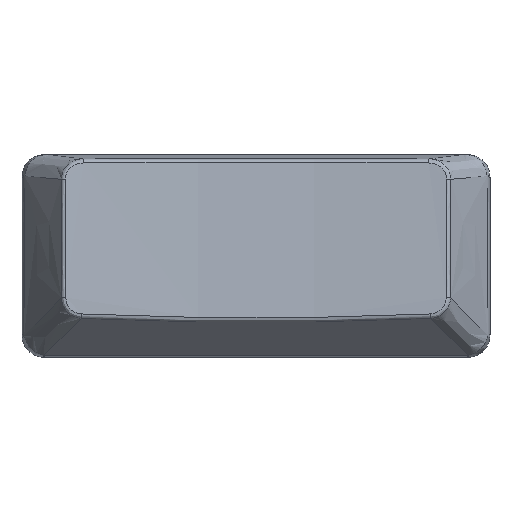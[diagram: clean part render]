
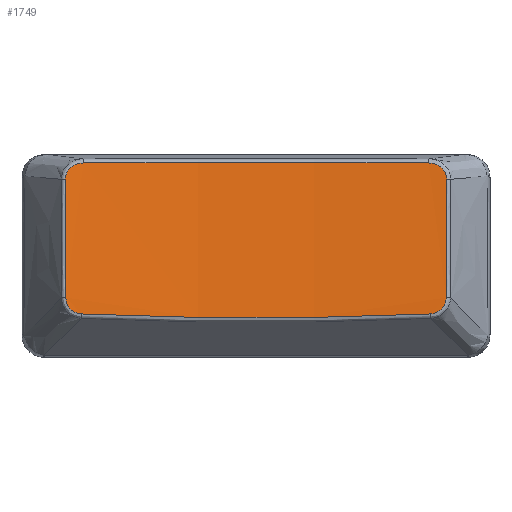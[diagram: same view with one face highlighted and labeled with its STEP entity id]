
A CAD part, top view. The second image highlights one B-rep face of the part: STEP entity #1749.
In plain terms, the highlighted free-form (B-spline) face has degree [1, 2] with [2, 3] control points.
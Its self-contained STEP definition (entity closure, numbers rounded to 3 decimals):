
#14=(
BOUNDED_SURFACE()
B_SPLINE_SURFACE(1,2,((#3921,#3922,#3923),(#3924,#3925,#3926)),
 .UNSPECIFIED.,.F.,.F.,.F.)
B_SPLINE_SURFACE_WITH_KNOTS((2,2),(3,3),(0.127,0.206),
(-1.667,-1.475),.UNSPECIFIED.)
GEOMETRIC_REPRESENTATION_ITEM()
RATIONAL_B_SPLINE_SURFACE(((1.,0.995,1.),(1.,0.995,
1.)))
REPRESENTATION_ITEM('')
SURFACE()
);
#157=B_SPLINE_CURVE_WITH_KNOTS('',3,(#3666,#3667,#3668,#3669),
 .UNSPECIFIED.,.F.,.F.,(4,4),(0.,1.071),.UNSPECIFIED.);
#159=B_SPLINE_CURVE_WITH_KNOTS('',3,(#3709,#3710,#3711,#3712,#3713,#3714),
 .UNSPECIFIED.,.F.,.F.,(4,1,1,4),(0.,0.052,0.105,
0.244),.UNSPECIFIED.);
#161=B_SPLINE_CURVE_WITH_KNOTS('',3,(#3742,#3743,#3744,#3745),
 .UNSPECIFIED.,.F.,.F.,(4,4),(0.,3.105),
 .UNSPECIFIED.);
#163=B_SPLINE_CURVE_WITH_KNOTS('',3,(#3785,#3786,#3787,#3788,#3789,#3790),
 .UNSPECIFIED.,.F.,.F.,(4,1,1,4),(0.,0.105,0.175,
0.244),.UNSPECIFIED.);
#165=B_SPLINE_CURVE_WITH_KNOTS('',3,(#3817,#3818,#3819,#3820),
 .UNSPECIFIED.,.F.,.F.,(4,4),(0.,1.071),
 .UNSPECIFIED.);
#166=B_SPLINE_CURVE_WITH_KNOTS('',3,(#3853,#3854,#3855,#3856,#3857,#3858),
 .UNSPECIFIED.,.F.,.F.,(4,1,1,4),(0.,0.098,0.163,
0.228),.UNSPECIFIED.);
#167=B_SPLINE_CURVE_WITH_KNOTS('',3,(#3881,#3882,#3883,#3884),
 .UNSPECIFIED.,.F.,.F.,(4,4),(0.,3.137),
 .UNSPECIFIED.);
#168=B_SPLINE_CURVE_WITH_KNOTS('',3,(#3915,#3916,#3917,#3918,#3919,#3920),
 .UNSPECIFIED.,.F.,.F.,(4,1,1,4),(0.,0.098,
0.163,0.228),.UNSPECIFIED.);
#486=FACE_OUTER_BOUND('',#596,.T.);
#596=EDGE_LOOP('',(#1465,#1466,#1467,#1468,#1469,#1470,#1471,#1472));
#790=VERTEX_POINT('',#3662);
#791=VERTEX_POINT('',#3664);
#792=VERTEX_POINT('',#3700);
#794=VERTEX_POINT('',#3735);
#796=VERTEX_POINT('',#3776);
#798=VERTEX_POINT('',#3811);
#799=VERTEX_POINT('',#3851);
#800=VERTEX_POINT('',#3879);
#1024=EDGE_CURVE('',#791,#790,#157,.T.);
#1027=EDGE_CURVE('',#790,#792,#159,.T.);
#1030=EDGE_CURVE('',#792,#794,#161,.T.);
#1033=EDGE_CURVE('',#794,#796,#163,.T.);
#1036=EDGE_CURVE('',#796,#798,#165,.T.);
#1038=EDGE_CURVE('',#798,#799,#166,.T.);
#1040=EDGE_CURVE('',#799,#800,#167,.T.);
#1041=EDGE_CURVE('',#800,#791,#168,.T.);
#1465=ORIENTED_EDGE('',*,*,#1024,.F.);
#1466=ORIENTED_EDGE('',*,*,#1041,.F.);
#1467=ORIENTED_EDGE('',*,*,#1040,.F.);
#1468=ORIENTED_EDGE('',*,*,#1038,.F.);
#1469=ORIENTED_EDGE('',*,*,#1036,.F.);
#1470=ORIENTED_EDGE('',*,*,#1033,.F.);
#1471=ORIENTED_EDGE('',*,*,#1030,.F.);
#1472=ORIENTED_EDGE('',*,*,#1027,.F.);
#1749=ADVANCED_FACE('',(#486),#14,.T.);
#3662=CARTESIAN_POINT('',(-17.089,6.889,5.196));
#3664=CARTESIAN_POINT('',(-17.055,-3.738,6.498));
#3666=CARTESIAN_POINT('Ctrl Pts',(-17.055,-3.738,6.498));
#3667=CARTESIAN_POINT('Ctrl Pts',(-17.065,-0.196,
6.064));
#3668=CARTESIAN_POINT('Ctrl Pts',(-17.076,3.347,5.63));
#3669=CARTESIAN_POINT('Ctrl Pts',(-17.089,6.889,5.196));
#3700=CARTESIAN_POINT('',(-15.472,8.336,4.873));
#3709=CARTESIAN_POINT('Ctrl Pts',(-17.089,6.889,5.196));
#3710=CARTESIAN_POINT('Ctrl Pts',(-17.09,7.062,5.175));
#3711=CARTESIAN_POINT('Ctrl Pts',(-17.027,7.407,5.127));
#3712=CARTESIAN_POINT('Ctrl Pts',(-16.581,8.1,5.));
#3713=CARTESIAN_POINT('Ctrl Pts',(-15.934,8.332,4.913));
#3714=CARTESIAN_POINT('Ctrl Pts',(-15.472,8.336,4.873));
#3735=CARTESIAN_POINT('',(15.472,8.336,4.873));
#3742=CARTESIAN_POINT('Ctrl Pts',(-15.472,8.336,4.873));
#3743=CARTESIAN_POINT('Ctrl Pts',(-5.183,8.414,3.981));
#3744=CARTESIAN_POINT('Ctrl Pts',(5.183,8.414,3.981));
#3745=CARTESIAN_POINT('Ctrl Pts',(15.472,8.336,4.873));
#3776=CARTESIAN_POINT('',(17.089,6.889,5.196));
#3785=CARTESIAN_POINT('Ctrl Pts',(15.472,8.336,4.873));
#3786=CARTESIAN_POINT('Ctrl Pts',(15.819,8.333,4.903));
#3787=CARTESIAN_POINT('Ctrl Pts',(16.401,8.18,4.973));
#3788=CARTESIAN_POINT('Ctrl Pts',(16.974,7.582,5.1));
#3789=CARTESIAN_POINT('Ctrl Pts',(17.09,7.12,5.168));
#3790=CARTESIAN_POINT('Ctrl Pts',(17.089,6.889,5.196));
#3811=CARTESIAN_POINT('',(17.055,-3.738,6.498));
#3817=CARTESIAN_POINT('Ctrl Pts',(17.089,6.889,5.196));
#3818=CARTESIAN_POINT('Ctrl Pts',(17.076,3.347,5.63));
#3819=CARTESIAN_POINT('Ctrl Pts',(17.065,-0.196,6.064));
#3820=CARTESIAN_POINT('Ctrl Pts',(17.055,-3.738,6.498));
#3851=CARTESIAN_POINT('',(15.629,-5.211,6.55));
#3853=CARTESIAN_POINT('Ctrl Pts',(17.055,-3.738,6.498));
#3854=CARTESIAN_POINT('Ctrl Pts',(17.054,-4.061,6.538));
#3855=CARTESIAN_POINT('Ctrl Pts',(16.883,-4.607,6.588));
#3856=CARTESIAN_POINT('Ctrl Pts',(16.274,-5.099,6.593));
#3857=CARTESIAN_POINT('Ctrl Pts',(15.844,-5.201,6.567));
#3858=CARTESIAN_POINT('Ctrl Pts',(15.629,-5.211,6.55));
#3879=CARTESIAN_POINT('',(-15.629,-5.211,6.55));
#3881=CARTESIAN_POINT('Ctrl Pts',(15.629,-5.211,6.55));
#3882=CARTESIAN_POINT('Ctrl Pts',(5.239,-5.673,5.707));
#3883=CARTESIAN_POINT('Ctrl Pts',(-5.239,-5.673,5.707));
#3884=CARTESIAN_POINT('Ctrl Pts',(-15.629,-5.211,6.55));
#3915=CARTESIAN_POINT('Ctrl Pts',(-15.629,-5.211,6.55));
#3916=CARTESIAN_POINT('Ctrl Pts',(-15.952,-5.196,6.576));
#3917=CARTESIAN_POINT('Ctrl Pts',(-16.492,-5.008,6.601));
#3918=CARTESIAN_POINT('Ctrl Pts',(-16.967,-4.387,6.569));
#3919=CARTESIAN_POINT('Ctrl Pts',(-17.055,-3.954,6.524));
#3920=CARTESIAN_POINT('Ctrl Pts',(-17.055,-3.738,6.498));
#3921=CARTESIAN_POINT('Ctrl Pts',(17.09,-5.469,6.714));
#3922=CARTESIAN_POINT('Ctrl Pts',(0.,-5.665,
5.118));
#3923=CARTESIAN_POINT('Ctrl Pts',(-17.09,-5.469,6.714));
#3924=CARTESIAN_POINT('Ctrl Pts',(17.09,8.539,4.994));
#3925=CARTESIAN_POINT('Ctrl Pts',(0.,8.343,
3.398));
#3926=CARTESIAN_POINT('Ctrl Pts',(-17.09,8.539,4.994));
